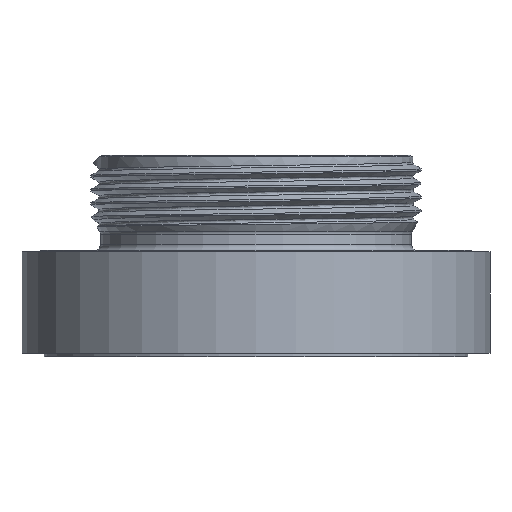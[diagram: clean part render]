
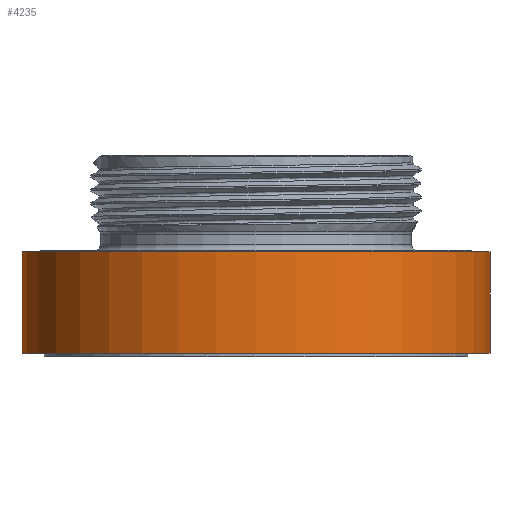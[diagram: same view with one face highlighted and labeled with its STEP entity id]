
A CAD part, left-side view. The second image highlights one B-rep face of the part: STEP entity #4235.
In plain terms, the highlighted cylindrical face has radius 17 mm (diameter 34 mm), a partial arc.
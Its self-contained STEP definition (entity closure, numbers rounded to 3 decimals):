
#100=LINE('',#5996,#176);
#101=LINE('',#5997,#177);
#176=VECTOR('',#5020,1000.);
#177=VECTOR('',#5021,1000.);
#586=ORIENTED_EDGE('',*,*,#1304,.F.);
#587=ORIENTED_EDGE('',*,*,#1324,.F.);
#588=ORIENTED_EDGE('',*,*,#1312,.T.);
#589=ORIENTED_EDGE('',*,*,#1325,.T.);
#1304=EDGE_CURVE('',#1688,#1689,#1963,.T.);
#1312=EDGE_CURVE('',#1696,#1697,#1969,.T.);
#1324=EDGE_CURVE('',#1696,#1688,#100,.T.);
#1325=EDGE_CURVE('',#1697,#1689,#101,.T.);
#1688=VERTEX_POINT('',#5957);
#1689=VERTEX_POINT('',#5958);
#1696=VERTEX_POINT('',#5974);
#1697=VERTEX_POINT('',#5975);
#1963=CIRCLE('',#4476,17.);
#1969=CIRCLE('',#4483,17.);
#2204=EDGE_LOOP('',(#586,#587,#588,#589));
#2513=FACE_BOUND('',#2204,.T.);
#2770=CYLINDRICAL_SURFACE('',#4491,17.);
#4235=ADVANCED_FACE('',(#2513),#2770,.T.);
#4476=AXIS2_PLACEMENT_3D('',#5956,#4980,#4981);
#4483=AXIS2_PLACEMENT_3D('',#5973,#4996,#4997);
#4491=AXIS2_PLACEMENT_3D('',#5995,#5018,#5019);
#4980=DIRECTION('',(0.,0.,1.));
#4981=DIRECTION('',(1.,0.,0.));
#4996=DIRECTION('',(0.,0.,1.));
#4997=DIRECTION('',(1.,0.,0.));
#5018=DIRECTION('',(0.,0.,1.));
#5019=DIRECTION('',(0.,1.,0.));
#5020=DIRECTION('',(0.,0.,1.));
#5021=DIRECTION('',(0.,0.,1.));
#5956=CARTESIAN_POINT('',(0.,0.,7.47));
#5957=CARTESIAN_POINT('',(14.152,9.419,7.47));
#5958=CARTESIAN_POINT('',(14.152,-9.419,7.47));
#5973=CARTESIAN_POINT('',(0.,0.,0.09));
#5974=CARTESIAN_POINT('',(14.152,9.419,0.09));
#5975=CARTESIAN_POINT('',(14.152,-9.419,0.09));
#5995=CARTESIAN_POINT('',(0.,0.,0.09));
#5996=CARTESIAN_POINT('',(14.152,9.419,0.09));
#5997=CARTESIAN_POINT('',(14.152,-9.419,0.09));
